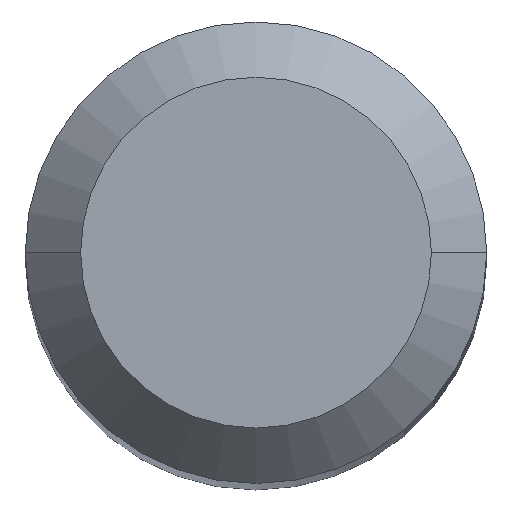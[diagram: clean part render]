
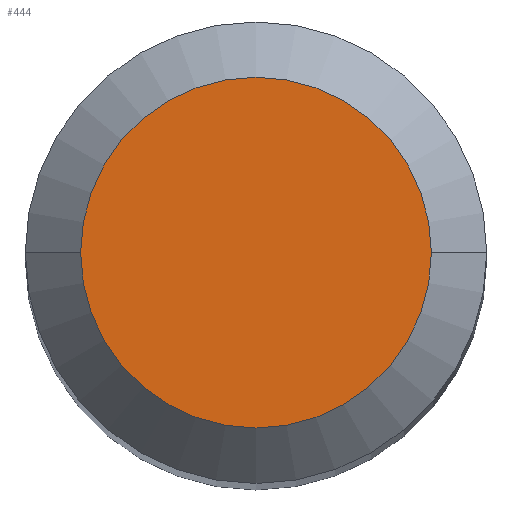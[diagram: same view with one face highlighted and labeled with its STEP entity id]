
A CAD part, top view. The second image highlights one B-rep face of the part: STEP entity #444.
In plain terms, the highlighted planar face has unit normal (0, 0, 1).
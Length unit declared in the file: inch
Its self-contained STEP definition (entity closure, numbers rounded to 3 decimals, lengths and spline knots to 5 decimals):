
#1 = CARTESIAN_POINT ( 'NONE',  ( 0.0475, 0., 0. ) ) ;
#22 = EDGE_CURVE ( 'NONE', #84, #378, #275, .T. ) ;
#51 = DIRECTION ( 'NONE',  ( -1., 0., 0. ) ) ;
#53 = AXIS2_PLACEMENT_3D ( 'NONE', #56, #373, #459 ) ;
#56 = CARTESIAN_POINT ( 'NONE',  ( 0., 0., 0. ) ) ;
#70 = CIRCLE ( 'NONE', #437, 0.0475 ) ;
#82 = EDGE_LOOP ( 'NONE', ( #127, #318 ) ) ;
#84 = VERTEX_POINT ( 'NONE', #215 ) ;
#106 = DIRECTION ( 'NONE',  ( 0., 0., 1. ) ) ;
#109 = DIRECTION ( 'NONE',  ( 1., 0., 0. ) ) ;
#127 = ORIENTED_EDGE ( 'NONE', *, *, #22, .T. ) ;
#214 = PLANE ( 'NONE',  #234 ) ;
#215 = CARTESIAN_POINT ( 'NONE',  ( -0.0475, 0., 0. ) ) ;
#234 = AXIS2_PLACEMENT_3D ( 'NONE', #448, #244, #51 ) ;
#244 = DIRECTION ( 'NONE',  ( 0., 0., -1. ) ) ;
#266 = EDGE_CURVE ( 'NONE', #378, #84, #70, .T. ) ;
#275 = CIRCLE ( 'NONE', #53, 0.0475 ) ;
#295 = CARTESIAN_POINT ( 'NONE',  ( 0., 0., 0. ) ) ;
#318 = ORIENTED_EDGE ( 'NONE', *, *, #266, .T. ) ;
#373 = DIRECTION ( 'NONE',  ( 0., 0., 1. ) ) ;
#378 = VERTEX_POINT ( 'NONE', #1 ) ;
#411 = FACE_OUTER_BOUND ( 'NONE', #82, .T. ) ;
#437 = AXIS2_PLACEMENT_3D ( 'NONE', #295, #106, #109 ) ;
#444 = ADVANCED_FACE ( 'NONE', ( #411 ), #214, .F. ) ;
#448 = CARTESIAN_POINT ( 'NONE',  ( 0., 0.0475, 0. ) ) ;
#459 = DIRECTION ( 'NONE',  ( 1., 0., 0. ) ) ;
